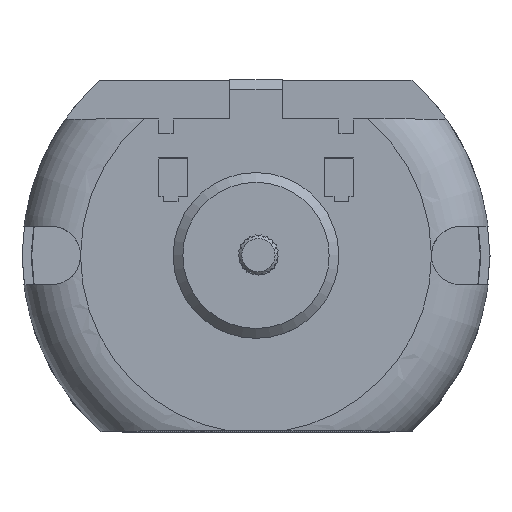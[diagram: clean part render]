
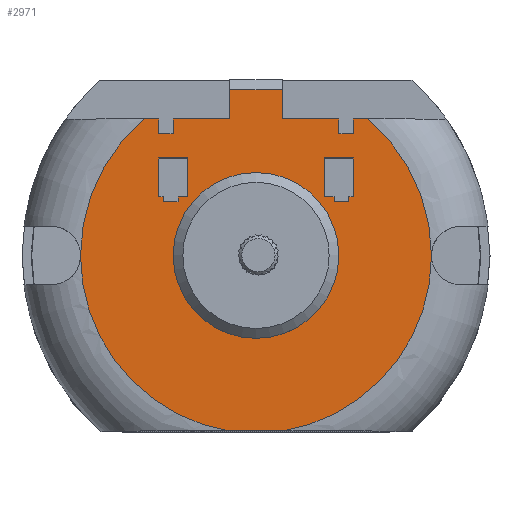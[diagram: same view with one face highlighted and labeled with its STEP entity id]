
A CAD part, top view. The second image highlights one B-rep face of the part: STEP entity #2971.
In plain terms, the highlighted planar face has unit normal (0, 0, 1).
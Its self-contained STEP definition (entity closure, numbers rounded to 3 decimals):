
#189=FACE_BOUND('',#423,.T.);
#190=FACE_BOUND('',#424,.T.);
#191=FACE_BOUND('',#425,.T.);
#240=FACE_OUTER_BOUND('',#422,.T.);
#422=EDGE_LOOP('',(#1981,#1982,#1983,#1984,#1985,#1986,#1987,#1988,#1989,
#1990,#1991,#1992,#1993,#1994,#1995,#1996,#1997,#1998));
#423=EDGE_LOOP('',(#1999,#2000,#2001,#2002,#2003,#2004,#2005,#2006));
#424=EDGE_LOOP('',(#2007,#2008,#2009,#2010,#2011,#2012,#2013,#2014));
#425=EDGE_LOOP('',(#2015));
#624=CIRCLE('',#3208,9.125);
#625=CIRCLE('',#3209,9.125);
#626=CIRCLE('',#3210,9.125);
#627=CIRCLE('',#3211,9.125);
#628=CIRCLE('',#3212,4.25);
#732=LINE('',#4373,#970);
#735=LINE('',#4379,#973);
#736=LINE('',#4381,#974);
#737=LINE('',#4383,#975);
#738=LINE('',#4385,#976);
#739=LINE('',#4387,#977);
#740=LINE('',#4389,#978);
#741=LINE('',#4395,#979);
#742=LINE('',#4401,#980);
#743=LINE('',#4403,#981);
#744=LINE('',#4405,#982);
#745=LINE('',#4407,#983);
#746=LINE('',#4409,#984);
#747=LINE('',#4410,#985);
#748=LINE('',#4413,#986);
#749=LINE('',#4415,#987);
#750=LINE('',#4417,#988);
#751=LINE('',#4419,#989);
#752=LINE('',#4421,#990);
#753=LINE('',#4423,#991);
#754=LINE('',#4425,#992);
#755=LINE('',#4426,#993);
#756=LINE('',#4429,#994);
#757=LINE('',#4431,#995);
#758=LINE('',#4433,#996);
#759=LINE('',#4435,#997);
#760=LINE('',#4437,#998);
#761=LINE('',#4439,#999);
#762=LINE('',#4441,#1000);
#763=LINE('',#4442,#1001);
#970=VECTOR('',#3546,10.);
#973=VECTOR('',#3551,10.);
#974=VECTOR('',#3552,10.);
#975=VECTOR('',#3553,10.);
#976=VECTOR('',#3554,10.);
#977=VECTOR('',#3555,10.);
#978=VECTOR('',#3556,10.);
#979=VECTOR('',#3561,10.);
#980=VECTOR('',#3566,10.);
#981=VECTOR('',#3567,10.);
#982=VECTOR('',#3568,10.);
#983=VECTOR('',#3569,10.);
#984=VECTOR('',#3570,10.);
#985=VECTOR('',#3571,10.);
#986=VECTOR('',#3572,10.);
#987=VECTOR('',#3573,10.);
#988=VECTOR('',#3574,10.);
#989=VECTOR('',#3575,10.);
#990=VECTOR('',#3576,10.);
#991=VECTOR('',#3577,10.);
#992=VECTOR('',#3578,10.);
#993=VECTOR('',#3579,10.);
#994=VECTOR('',#3580,10.);
#995=VECTOR('',#3581,10.);
#996=VECTOR('',#3582,10.);
#997=VECTOR('',#3583,10.);
#998=VECTOR('',#3584,10.);
#999=VECTOR('',#3585,10.);
#1000=VECTOR('',#3586,10.);
#1001=VECTOR('',#3587,10.);
#1214=VERTEX_POINT('',#4370);
#1215=VERTEX_POINT('',#4372);
#1217=VERTEX_POINT('',#4378);
#1218=VERTEX_POINT('',#4380);
#1219=VERTEX_POINT('',#4382);
#1220=VERTEX_POINT('',#4384);
#1221=VERTEX_POINT('',#4386);
#1222=VERTEX_POINT('',#4388);
#1223=VERTEX_POINT('',#4390);
#1224=VERTEX_POINT('',#4392);
#1225=VERTEX_POINT('',#4394);
#1226=VERTEX_POINT('',#4396);
#1227=VERTEX_POINT('',#4398);
#1228=VERTEX_POINT('',#4400);
#1229=VERTEX_POINT('',#4402);
#1230=VERTEX_POINT('',#4404);
#1231=VERTEX_POINT('',#4406);
#1232=VERTEX_POINT('',#4408);
#1233=VERTEX_POINT('',#4411);
#1234=VERTEX_POINT('',#4412);
#1235=VERTEX_POINT('',#4414);
#1236=VERTEX_POINT('',#4416);
#1237=VERTEX_POINT('',#4418);
#1238=VERTEX_POINT('',#4420);
#1239=VERTEX_POINT('',#4422);
#1240=VERTEX_POINT('',#4424);
#1241=VERTEX_POINT('',#4427);
#1242=VERTEX_POINT('',#4428);
#1243=VERTEX_POINT('',#4430);
#1244=VERTEX_POINT('',#4432);
#1245=VERTEX_POINT('',#4434);
#1246=VERTEX_POINT('',#4436);
#1247=VERTEX_POINT('',#4438);
#1248=VERTEX_POINT('',#4440);
#1249=VERTEX_POINT('',#4443);
#1508=EDGE_CURVE('',#1214,#1215,#732,.T.);
#1511=EDGE_CURVE('',#1214,#1217,#735,.T.);
#1512=EDGE_CURVE('',#1217,#1218,#736,.T.);
#1513=EDGE_CURVE('',#1218,#1219,#737,.T.);
#1514=EDGE_CURVE('',#1219,#1220,#738,.T.);
#1515=EDGE_CURVE('',#1220,#1221,#739,.T.);
#1516=EDGE_CURVE('',#1221,#1222,#740,.T.);
#1517=EDGE_CURVE('',#1223,#1222,#624,.T.);
#1518=EDGE_CURVE('',#1224,#1223,#625,.T.);
#1519=EDGE_CURVE('',#1224,#1225,#741,.T.);
#1520=EDGE_CURVE('',#1226,#1225,#626,.T.);
#1521=EDGE_CURVE('',#1227,#1226,#627,.T.);
#1522=EDGE_CURVE('',#1227,#1228,#742,.T.);
#1523=EDGE_CURVE('',#1228,#1229,#743,.T.);
#1524=EDGE_CURVE('',#1229,#1230,#744,.T.);
#1525=EDGE_CURVE('',#1230,#1231,#745,.T.);
#1526=EDGE_CURVE('',#1231,#1232,#746,.T.);
#1527=EDGE_CURVE('',#1232,#1215,#747,.T.);
#1528=EDGE_CURVE('',#1233,#1234,#748,.T.);
#1529=EDGE_CURVE('',#1234,#1235,#749,.T.);
#1530=EDGE_CURVE('',#1235,#1236,#750,.T.);
#1531=EDGE_CURVE('',#1236,#1237,#751,.T.);
#1532=EDGE_CURVE('',#1237,#1238,#752,.T.);
#1533=EDGE_CURVE('',#1238,#1239,#753,.T.);
#1534=EDGE_CURVE('',#1239,#1240,#754,.T.);
#1535=EDGE_CURVE('',#1240,#1233,#755,.T.);
#1536=EDGE_CURVE('',#1241,#1242,#756,.T.);
#1537=EDGE_CURVE('',#1242,#1243,#757,.T.);
#1538=EDGE_CURVE('',#1243,#1244,#758,.T.);
#1539=EDGE_CURVE('',#1244,#1245,#759,.T.);
#1540=EDGE_CURVE('',#1245,#1246,#760,.T.);
#1541=EDGE_CURVE('',#1246,#1247,#761,.T.);
#1542=EDGE_CURVE('',#1247,#1248,#762,.T.);
#1543=EDGE_CURVE('',#1248,#1241,#763,.T.);
#1544=EDGE_CURVE('',#1249,#1249,#628,.T.);
#1981=ORIENTED_EDGE('',*,*,#1508,.F.);
#1982=ORIENTED_EDGE('',*,*,#1511,.T.);
#1983=ORIENTED_EDGE('',*,*,#1512,.T.);
#1984=ORIENTED_EDGE('',*,*,#1513,.T.);
#1985=ORIENTED_EDGE('',*,*,#1514,.T.);
#1986=ORIENTED_EDGE('',*,*,#1515,.T.);
#1987=ORIENTED_EDGE('',*,*,#1516,.T.);
#1988=ORIENTED_EDGE('',*,*,#1517,.F.);
#1989=ORIENTED_EDGE('',*,*,#1518,.F.);
#1990=ORIENTED_EDGE('',*,*,#1519,.T.);
#1991=ORIENTED_EDGE('',*,*,#1520,.F.);
#1992=ORIENTED_EDGE('',*,*,#1521,.F.);
#1993=ORIENTED_EDGE('',*,*,#1522,.T.);
#1994=ORIENTED_EDGE('',*,*,#1523,.T.);
#1995=ORIENTED_EDGE('',*,*,#1524,.T.);
#1996=ORIENTED_EDGE('',*,*,#1525,.T.);
#1997=ORIENTED_EDGE('',*,*,#1526,.T.);
#1998=ORIENTED_EDGE('',*,*,#1527,.T.);
#1999=ORIENTED_EDGE('',*,*,#1528,.T.);
#2000=ORIENTED_EDGE('',*,*,#1529,.T.);
#2001=ORIENTED_EDGE('',*,*,#1530,.T.);
#2002=ORIENTED_EDGE('',*,*,#1531,.T.);
#2003=ORIENTED_EDGE('',*,*,#1532,.T.);
#2004=ORIENTED_EDGE('',*,*,#1533,.T.);
#2005=ORIENTED_EDGE('',*,*,#1534,.T.);
#2006=ORIENTED_EDGE('',*,*,#1535,.T.);
#2007=ORIENTED_EDGE('',*,*,#1536,.T.);
#2008=ORIENTED_EDGE('',*,*,#1537,.T.);
#2009=ORIENTED_EDGE('',*,*,#1538,.T.);
#2010=ORIENTED_EDGE('',*,*,#1539,.T.);
#2011=ORIENTED_EDGE('',*,*,#1540,.T.);
#2012=ORIENTED_EDGE('',*,*,#1541,.T.);
#2013=ORIENTED_EDGE('',*,*,#1542,.T.);
#2014=ORIENTED_EDGE('',*,*,#1543,.T.);
#2015=ORIENTED_EDGE('',*,*,#1544,.T.);
#2845=PLANE('',#3207);
#2971=ADVANCED_FACE('',(#240,#189,#190,#191),#2845,.T.);
#3207=AXIS2_PLACEMENT_3D('',#4377,#3549,#3550);
#3208=AXIS2_PLACEMENT_3D('',#4391,#3557,#3558);
#3209=AXIS2_PLACEMENT_3D('',#4393,#3559,#3560);
#3210=AXIS2_PLACEMENT_3D('',#4397,#3562,#3563);
#3211=AXIS2_PLACEMENT_3D('',#4399,#3564,#3565);
#3212=AXIS2_PLACEMENT_3D('',#4444,#3588,#3589);
#3546=DIRECTION('',(1.,0.,0.));
#3549=DIRECTION('center_axis',(0.,0.,1.));
#3550=DIRECTION('ref_axis',(1.,0.,0.));
#3551=DIRECTION('',(0.,-1.,0.));
#3552=DIRECTION('',(-1.,0.,0.));
#3553=DIRECTION('',(0.,-1.,0.));
#3554=DIRECTION('',(-1.,0.,0.));
#3555=DIRECTION('',(0.,1.,0.));
#3556=DIRECTION('',(-1.,0.,0.));
#3557=DIRECTION('center_axis',(0.,0.,-1.));
#3558=DIRECTION('ref_axis',(-1.,0.,0.));
#3559=DIRECTION('center_axis',(0.,0.,-1.));
#3560=DIRECTION('ref_axis',(-1.,0.,0.));
#3561=DIRECTION('',(1.,0.,0.));
#3562=DIRECTION('center_axis',(0.,0.,-1.));
#3563=DIRECTION('ref_axis',(1.,0.,0.));
#3564=DIRECTION('center_axis',(0.,0.,-1.));
#3565=DIRECTION('ref_axis',(1.,0.,0.));
#3566=DIRECTION('',(-1.,0.,0.));
#3567=DIRECTION('',(0.,-1.,0.));
#3568=DIRECTION('',(-1.,0.,0.));
#3569=DIRECTION('',(0.,1.,0.));
#3570=DIRECTION('',(-1.,0.,0.));
#3571=DIRECTION('',(0.,1.,0.));
#3572=DIRECTION('',(0.,1.,0.));
#3573=DIRECTION('',(1.,0.,0.));
#3574=DIRECTION('',(0.,-1.,0.));
#3575=DIRECTION('',(-1.,0.,0.));
#3576=DIRECTION('',(0.,-1.,0.));
#3577=DIRECTION('',(-1.,0.,0.));
#3578=DIRECTION('',(0.,1.,0.));
#3579=DIRECTION('',(-1.,0.,0.));
#3580=DIRECTION('',(0.,-1.,0.));
#3581=DIRECTION('',(-1.,0.,0.));
#3582=DIRECTION('',(0.,-1.,0.));
#3583=DIRECTION('',(-1.,0.,0.));
#3584=DIRECTION('',(0.,1.,0.));
#3585=DIRECTION('',(-1.,0.,0.));
#3586=DIRECTION('',(0.,1.,0.));
#3587=DIRECTION('',(1.,0.,0.));
#3588=DIRECTION('center_axis',(0.,0.,-1.));
#3589=DIRECTION('ref_axis',(-1.,0.,0.));
#4370=CARTESIAN_POINT('',(6.663,17.5,31.));
#4372=CARTESIAN_POINT('',(9.337,17.5,31.));
#4373=CARTESIAN_POINT('',(12.,17.5,31.));
#4377=CARTESIAN_POINT('Origin',(8.,9.,31.));
#4378=CARTESIAN_POINT('',(6.663,16.,31.));
#4379=CARTESIAN_POINT('',(6.663,13.5,31.));
#4380=CARTESIAN_POINT('',(3.75,16.,31.));
#4381=CARTESIAN_POINT('',(7.331,16.,31.));
#4382=CARTESIAN_POINT('',(3.75,15.25,31.));
#4383=CARTESIAN_POINT('',(3.75,12.5,31.));
#4384=CARTESIAN_POINT('',(3.,15.25,31.));
#4385=CARTESIAN_POINT('',(5.875,15.25,31.));
#4386=CARTESIAN_POINT('',(3.,16.,31.));
#4387=CARTESIAN_POINT('',(3.,12.125,31.));
#4388=CARTESIAN_POINT('',(2.271,16.,31.));
#4389=CARTESIAN_POINT('',(5.5,16.,31.));
#4390=CARTESIAN_POINT('',(-1.,9.,31.));
#4391=CARTESIAN_POINT('Origin',(8.125,9.,31.));
#4392=CARTESIAN_POINT('',(6.62,0.,31.));
#4393=CARTESIAN_POINT('Origin',(8.125,9.,31.));
#4394=CARTESIAN_POINT('',(9.38,0.,31.));
#4395=CARTESIAN_POINT('',(0.,0.,31.));
#4396=CARTESIAN_POINT('',(17.,9.,31.));
#4397=CARTESIAN_POINT('Origin',(7.875,9.,31.));
#4398=CARTESIAN_POINT('',(13.729,16.,31.));
#4399=CARTESIAN_POINT('Origin',(7.875,9.,31.));
#4400=CARTESIAN_POINT('',(13.,16.,31.));
#4401=CARTESIAN_POINT('',(10.5,16.,31.));
#4402=CARTESIAN_POINT('',(13.,15.25,31.));
#4403=CARTESIAN_POINT('',(13.,12.125,31.));
#4404=CARTESIAN_POINT('',(12.25,15.25,31.));
#4405=CARTESIAN_POINT('',(10.125,15.25,31.));
#4406=CARTESIAN_POINT('',(12.25,16.,31.));
#4407=CARTESIAN_POINT('',(12.25,12.5,31.));
#4408=CARTESIAN_POINT('',(9.337,16.,31.));
#4409=CARTESIAN_POINT('',(8.669,16.,31.));
#4410=CARTESIAN_POINT('',(9.337,13.5,31.));
#4411=CARTESIAN_POINT('',(3.,12.,31.));
#4412=CARTESIAN_POINT('',(3.,14.,31.));
#4413=CARTESIAN_POINT('',(3.,10.5,31.));
#4414=CARTESIAN_POINT('',(4.5,14.,31.));
#4415=CARTESIAN_POINT('',(5.5,14.,31.));
#4416=CARTESIAN_POINT('',(4.5,12.,31.));
#4417=CARTESIAN_POINT('',(4.5,11.5,31.));
#4418=CARTESIAN_POINT('',(4.,12.,31.));
#4419=CARTESIAN_POINT('',(6.25,12.,31.));
#4420=CARTESIAN_POINT('',(4.,11.75,31.));
#4421=CARTESIAN_POINT('',(4.,10.5,31.));
#4422=CARTESIAN_POINT('',(3.25,11.75,31.));
#4423=CARTESIAN_POINT('',(6.,11.75,31.));
#4424=CARTESIAN_POINT('',(3.25,12.,31.));
#4425=CARTESIAN_POINT('',(3.25,10.375,31.));
#4426=CARTESIAN_POINT('',(5.625,12.,31.));
#4427=CARTESIAN_POINT('',(13.,14.,31.));
#4428=CARTESIAN_POINT('',(13.,12.,31.));
#4429=CARTESIAN_POINT('',(13.,10.5,31.));
#4430=CARTESIAN_POINT('',(12.75,12.,31.));
#4431=CARTESIAN_POINT('',(10.375,12.,31.));
#4432=CARTESIAN_POINT('',(12.75,11.75,31.));
#4433=CARTESIAN_POINT('',(12.75,10.375,31.));
#4434=CARTESIAN_POINT('',(12.,11.75,31.));
#4435=CARTESIAN_POINT('',(10.,11.75,31.));
#4436=CARTESIAN_POINT('',(12.,12.,31.));
#4437=CARTESIAN_POINT('',(12.,10.5,31.));
#4438=CARTESIAN_POINT('',(11.5,12.,31.));
#4439=CARTESIAN_POINT('',(9.75,12.,31.));
#4440=CARTESIAN_POINT('',(11.5,14.,31.));
#4441=CARTESIAN_POINT('',(11.5,11.5,31.));
#4442=CARTESIAN_POINT('',(10.5,14.,31.));
#4443=CARTESIAN_POINT('',(12.25,9.,31.));
#4444=CARTESIAN_POINT('Origin',(8.,9.,31.));
